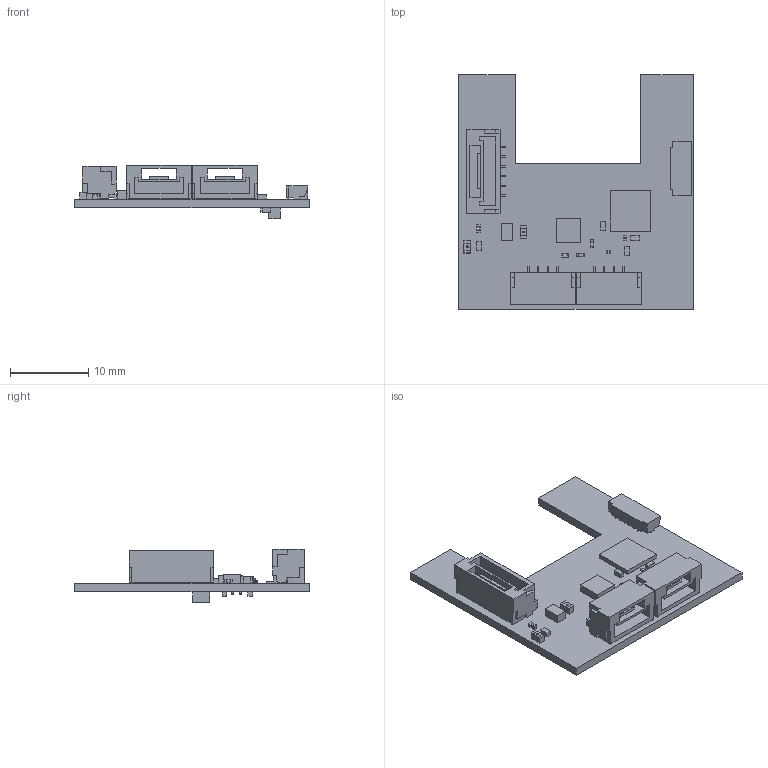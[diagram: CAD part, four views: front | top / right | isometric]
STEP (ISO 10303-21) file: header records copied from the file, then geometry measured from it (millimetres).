
FILE_DESCRIPTION(('Open CASCADE Model'),'2;1');
FILE_NAME('Open CASCADE Shape Model','2017-12-04T11:18:31',('Author'),( 'Open CASCADE'),'Open CASCADE STEP processor 6.8','Open CASCADE 6.8' ,'Unknown');
FILE_SCHEMA(('AUTOMOTIVE_DESIGN { 1 0 10303 214 1 1 1 1 }'));
Length unit declared in the file: millimetre
Products named in the file (46): PCB; Board; CAN1; SM04B-GHS-TB; U3; 5198140928; Extruded; R15; RES0402; R1; JMP; CAN; C16; 6734286656; C17; 5198141120; C10; cap_0603; C9; cap_0402; C8; C13; cap_0201; C12; U4; 6131772352; SERIAL; BM06B-GHS-TBT; P1; SM06B-SURS-TF; C7; C6; C5; 5198140736; C20; 6134323264; C15; C14; C19; C18 ...
Assembly tree (56 placements, depth 4):
  PCB
    Board
    CAN1
      SM04B-GHS-TB
    U3
      5198140928
        Extruded
    R15
      RES0402
    R1
      RES0402
    JMP
      RES0402
    CAN
      SM04B-GHS-TB
    C16
      6734286656
        Extruded
    C17
      5198141120
        Extruded
    C10
      cap_0603
    C9
      cap_0402
    C8
      cap_0603
    C13
      cap_0201
    C12
      cap_0201
    U4
      6131772352
        Extruded
    SERIAL
      BM06B-GHS-TBT
    P1
      SM06B-SURS-TF
    C7
      cap_0201
    C6
      cap_0201
    C5
      5198140736
        Extruded
    C20
      6134323264
        Extruded
    C15
      6734286656
        Extruded
    C14
      6134323264
        Extruded
    C19
      6134323264
        Extruded
    C18
      6734286656
        Extruded
Bounding box: 30 x 30 x 6.82 mm (x, y, z)
Volume: 1113.8 mm3; surface area: 2721.9 mm2
Topology: 34 solids, 34 shells, 825 faces, 2036 edges, 1252 vertices
Faces by surface type: plane 589, cylinder 132, sphere 56, bspline 48
Entity records: 18550 total; most frequent: CARTESIAN_POINT 3456, ORIENTED_EDGE 2402, DIRECTION 2299, EDGE_CURVE 1201, LINE 1029, VECTOR 1029, VERTEX_POINT 768, AXIS2_PLACEMENT_3D 635
